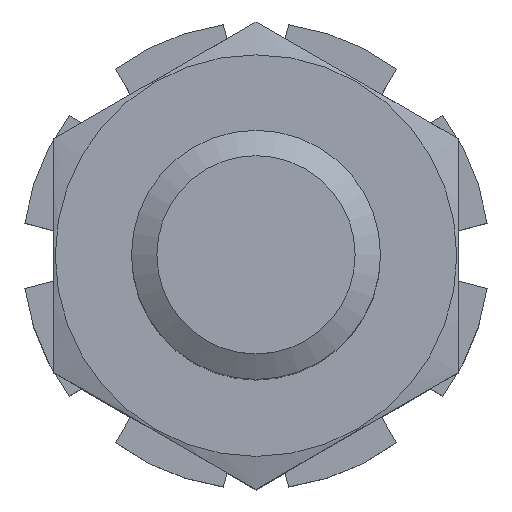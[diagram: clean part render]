
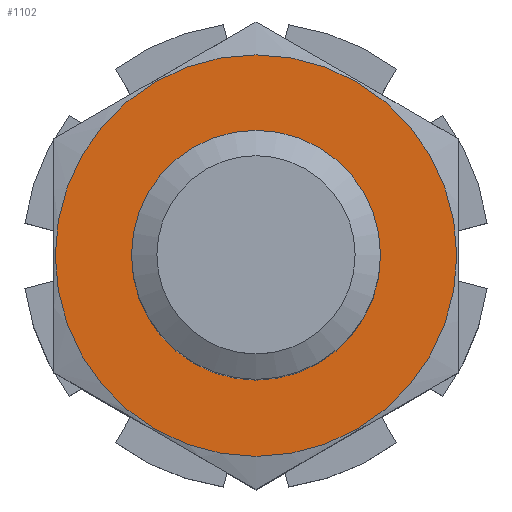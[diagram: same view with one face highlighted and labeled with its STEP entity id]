
A CAD part, top view. The second image highlights one B-rep face of the part: STEP entity #1102.
In plain terms, the highlighted face is planar.
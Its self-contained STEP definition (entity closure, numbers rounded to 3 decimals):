
#195=PLANE('',#1228);
#320=ORIENTED_EDGE('',*,*,#573,.F.);
#321=ORIENTED_EDGE('',*,*,#574,.T.);
#573=EDGE_CURVE('',#711,#711,#797,.T.);
#574=EDGE_CURVE('',#712,#712,#798,.T.);
#711=VERTEX_POINT('',#1883);
#712=VERTEX_POINT('',#1885);
#797=CIRCLE('',#1229,4.);
#798=CIRCLE('',#1230,6.45);
#889=EDGE_LOOP('',(#320));
#890=EDGE_LOOP('',(#321));
#991=FACE_BOUND('',#889,.T.);
#992=FACE_BOUND('',#890,.T.);
#1102=ADVANCED_FACE('',(#991,#992),#195,.F.);
#1228=AXIS2_PLACEMENT_3D('',#1881,#1414,#1415);
#1229=AXIS2_PLACEMENT_3D('',#1882,#1416,#1417);
#1230=AXIS2_PLACEMENT_3D('',#1884,#1418,#1419);
#1414=DIRECTION('',(0.,1.,0.));
#1415=DIRECTION('',(0.,0.,1.));
#1416=DIRECTION('',(0.,-1.,0.));
#1417=DIRECTION('',(0.,0.,-1.));
#1418=DIRECTION('',(0.,-1.,0.));
#1419=DIRECTION('',(0.,0.,-1.));
#1881=CARTESIAN_POINT('',(6.45,-4.,0.));
#1882=CARTESIAN_POINT('',(0.,-4.,0.));
#1883=CARTESIAN_POINT('',(0.,-4.,-4.));
#1884=CARTESIAN_POINT('',(0.,-4.,0.));
#1885=CARTESIAN_POINT('',(0.,-4.,-6.45));
